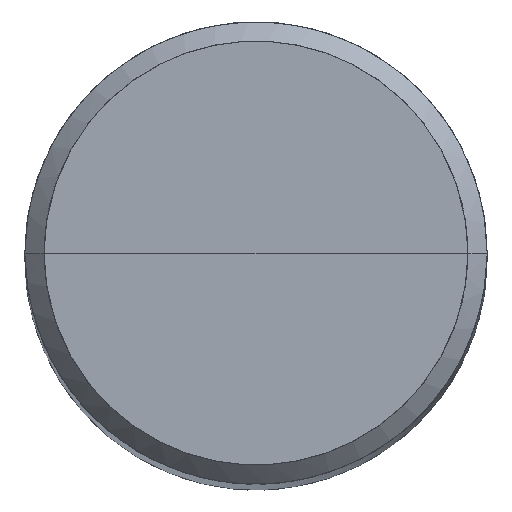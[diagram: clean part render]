
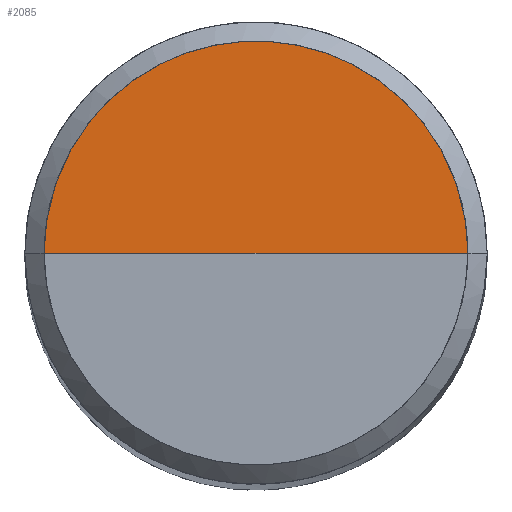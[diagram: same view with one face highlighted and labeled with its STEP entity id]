
A CAD part, top view. The second image highlights one B-rep face of the part: STEP entity #2085.
In plain terms, the highlighted free-form (B-spline) face has degree [1, 2] with [2, 5] control points.
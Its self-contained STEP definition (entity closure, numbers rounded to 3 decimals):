
#1819=CARTESIAN_POINT('',(2.75,0.0,48.0));
#1820=CARTESIAN_POINT('',(2.75,2.75,48.0));
#1821=CARTESIAN_POINT('',(0.0,2.75,48.0));
#1822=CARTESIAN_POINT('',(-2.75,2.75,48.0));
#1823=CARTESIAN_POINT('',(-2.75,0.0,48.0));
#1824=CARTESIAN_POINT('',(0.0,0.0,48.0));
#2070=(
BOUNDED_SURFACE()
B_SPLINE_SURFACE(1,2,(
(#1819,#1820,#1821,#1822,#1823),
(#1824,#1824,#1824,#1824,#1824)
), .UNSPECIFIED.,.F.,.F.,.F.)
B_SPLINE_SURFACE_WITH_KNOTS((2,2),(3,2,3),(
0.0,1.0),(
0.0,0.5,1.0), .UNSPECIFIED.)
GEOMETRIC_REPRESENTATION_ITEM()
RATIONAL_B_SPLINE_SURFACE(((1.0,0.707,1.0,0.707,1.0),
(1.0,0.707,1.0,0.707,1.0)
))
REPRESENTATION_ITEM('')
SURFACE()
);
#2071=(
BOUNDED_CURVE()
B_SPLINE_CURVE(2,(#1823,#1822,#1821,#1820,#1819),.UNSPECIFIED.,.F.,.F.)
B_SPLINE_CURVE_WITH_KNOTS((3,2,3),
(0.0,0.5,1.0),.UNSPECIFIED.)
CURVE()
GEOMETRIC_REPRESENTATION_ITEM()
RATIONAL_B_SPLINE_CURVE((1.0,0.707,1.0,0.707,1.0))
REPRESENTATION_ITEM('')
);
#2072=(
BOUNDED_CURVE()
B_SPLINE_CURVE(1,(#1819,#1824),.UNSPECIFIED.,.F.,.F.)
B_SPLINE_CURVE_WITH_KNOTS((2,2),
(0.0,1.0),.UNSPECIFIED.)
CURVE()
GEOMETRIC_REPRESENTATION_ITEM()
RATIONAL_B_SPLINE_CURVE((1.0,1.0))
REPRESENTATION_ITEM('')
);
#2073=(
BOUNDED_CURVE()
B_SPLINE_CURVE(1,(#1824,#1823),.UNSPECIFIED.,.F.,.F.)
B_SPLINE_CURVE_WITH_KNOTS((2,2),
(0.0,1.0),.UNSPECIFIED.)
CURVE()
GEOMETRIC_REPRESENTATION_ITEM()
RATIONAL_B_SPLINE_CURVE((1.0,1.0))
REPRESENTATION_ITEM('')
);
#2074=VERTEX_POINT('',#1819);
#2075=VERTEX_POINT('',#1823);
#2076=VERTEX_POINT('',#1824);
#2077=EDGE_CURVE('',#2075,#2074,#2071,.T.);
#2078=EDGE_CURVE('',#2074,#2076,#2072,.T.);
#2079=EDGE_CURVE('',#2076,#2075,#2073,.T.);
#2080=ORIENTED_EDGE('',*,*,#2077,.T.);
#2081=ORIENTED_EDGE('',*,*,#2078,.T.);
#2082=ORIENTED_EDGE('',*,*,#2079,.T.);
#2083=EDGE_LOOP('',(#2080,#2081,#2082));
#2084=FACE_OUTER_BOUND('',#2083,.T.);
#2085=ADVANCED_FACE('',(#2084),#2070,.T.);
